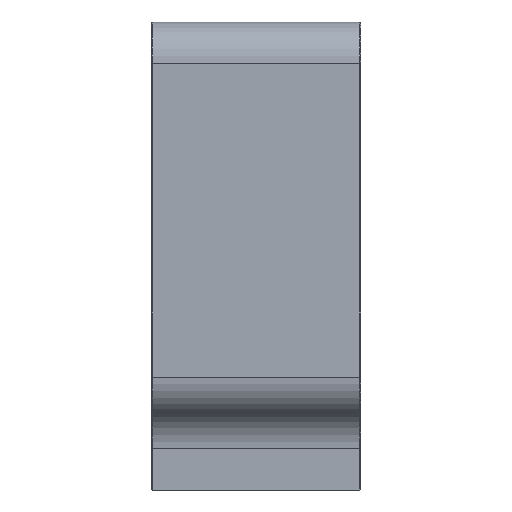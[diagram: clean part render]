
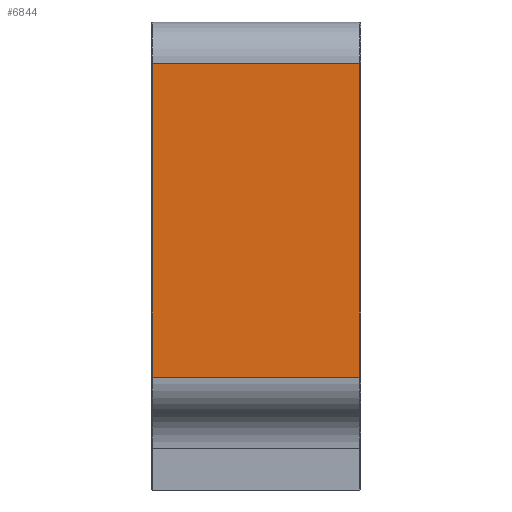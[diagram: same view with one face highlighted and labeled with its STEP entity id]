
A CAD part, left-side view. The second image highlights one B-rep face of the part: STEP entity #6844.
In plain terms, the highlighted planar face has unit normal (-1, 0, 0).
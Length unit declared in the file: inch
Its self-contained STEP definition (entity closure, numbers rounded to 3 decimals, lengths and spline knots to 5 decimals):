
#1047 = ORIENTED_EDGE ( 'NONE', *, *, #3160, .T. ) ;
#1311 = CARTESIAN_POINT ( 'NONE',  ( -1.95, 0.95, -1.10048 ) ) ;
#1498 = CARTESIAN_POINT ( 'NONE',  ( -1.95, 0.94, -1.10048 ) ) ;
#1569 = DIRECTION ( 'NONE',  ( 0., 0., -1. ) ) ;
#2374 = CARTESIAN_POINT ( 'NONE',  ( -1.95, 0.95, 1.75 ) ) ;
#2393 = AXIS2_PLACEMENT_3D ( 'NONE', #4135, #7935, #9574 ) ;
#2482 = LINE ( 'NONE', #1311, #6353 ) ;
#2489 = LINE ( 'NONE', #2374, #2816 ) ;
#2645 = PLANE ( 'NONE',  #2393 ) ;
#2746 = CARTESIAN_POINT ( 'NONE',  ( -1.95, 0.94, -1.10048 ) ) ;
#2816 = VECTOR ( 'NONE', #8561, 39.37008 ) ;
#2963 = VECTOR ( 'NONE', #1569, 39.37008 ) ;
#3160 = EDGE_CURVE ( 'NONE', #7460, #8090, #8390, .T. ) ;
#3197 = ORIENTED_EDGE ( 'NONE', *, *, #8691, .T. ) ;
#4135 = CARTESIAN_POINT ( 'NONE',  ( -1.95, 0.95, -2.125 ) ) ;
#4217 = EDGE_LOOP ( 'NONE', ( #9721, #9961, #3197, #1047 ) ) ;
#4348 = CARTESIAN_POINT ( 'NONE',  ( -1.95, -0.94, 1.75 ) ) ;
#4517 = VECTOR ( 'NONE', #9527, 39.37008 ) ;
#5086 = CARTESIAN_POINT ( 'NONE',  ( -1.95, 0.94, 1.75 ) ) ;
#5231 = EDGE_CURVE ( 'NONE', #6705, #5245, #8598, .T. ) ;
#5245 = VERTEX_POINT ( 'NONE', #4348 ) ;
#5744 = DIRECTION ( 'NONE',  ( 0., -1., 0. ) ) ;
#6083 = EDGE_CURVE ( 'NONE', #8090, #6705, #2482, .T. ) ;
#6353 = VECTOR ( 'NONE', #5744, 39.37008 ) ;
#6705 = VERTEX_POINT ( 'NONE', #8507 ) ;
#6844 = ADVANCED_FACE ( 'NONE', ( #9552 ), #2645, .F. ) ;
#7460 = VERTEX_POINT ( 'NONE', #5086 ) ;
#7935 = DIRECTION ( 'NONE',  ( 1., 0., 0. ) ) ;
#8090 = VERTEX_POINT ( 'NONE', #2746 ) ;
#8209 = CARTESIAN_POINT ( 'NONE',  ( -1.95, -0.94, -2.125 ) ) ;
#8390 = LINE ( 'NONE', #1498, #2963 ) ;
#8507 = CARTESIAN_POINT ( 'NONE',  ( -1.95, -0.94, -1.10048 ) ) ;
#8561 = DIRECTION ( 'NONE',  ( 0., 1., 0. ) ) ;
#8598 = LINE ( 'NONE', #8209, #4517 ) ;
#8691 = EDGE_CURVE ( 'NONE', #5245, #7460, #2489, .T. ) ;
#9527 = DIRECTION ( 'NONE',  ( 0., 0., 1. ) ) ;
#9552 = FACE_OUTER_BOUND ( 'NONE', #4217, .T. ) ;
#9574 = DIRECTION ( 'NONE',  ( 0., 0., -1. ) ) ;
#9721 = ORIENTED_EDGE ( 'NONE', *, *, #6083, .T. ) ;
#9961 = ORIENTED_EDGE ( 'NONE', *, *, #5231, .T. ) ;
